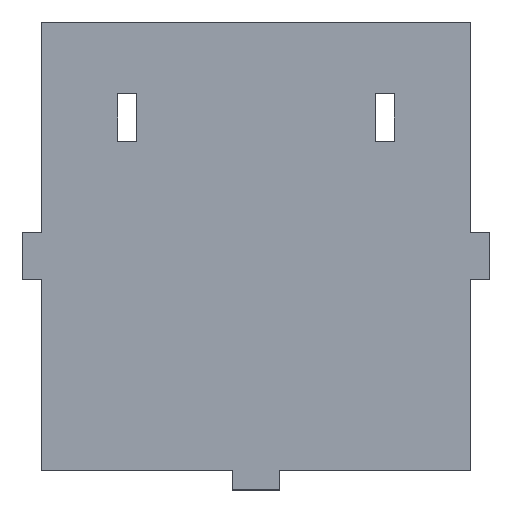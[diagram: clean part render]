
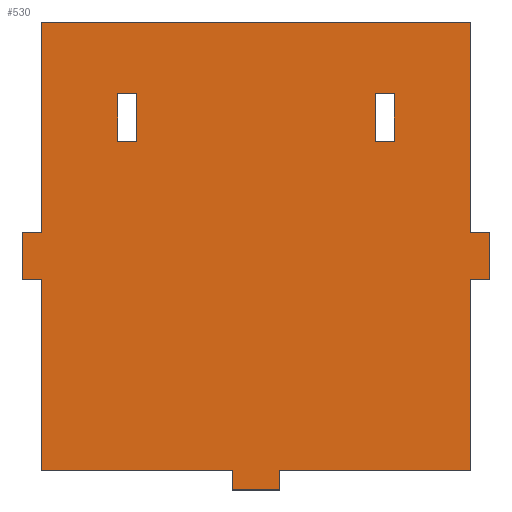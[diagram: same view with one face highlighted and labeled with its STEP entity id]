
A CAD part, top view. The second image highlights one B-rep face of the part: STEP entity #530.
In plain terms, the highlighted planar face has unit normal (0, 0, 1).
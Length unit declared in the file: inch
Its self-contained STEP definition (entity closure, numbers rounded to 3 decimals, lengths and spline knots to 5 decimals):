
#15=FACE_BOUND('',#67,.T.);
#16=FACE_BOUND('',#68,.T.);
#40=FACE_OUTER_BOUND('',#66,.T.);
#66=EDGE_LOOP('',(#423,#424,#425,#426,#427,#428,#429,#430,#431,#432,#433,
#434,#435,#436,#437,#438));
#67=EDGE_LOOP('',(#439,#440,#441,#442));
#68=EDGE_LOOP('',(#443,#444,#445,#446));
#77=LINE('',#709,#149);
#80=LINE('',#715,#152);
#83=LINE('',#721,#155);
#86=LINE('',#725,#158);
#89=LINE('',#733,#161);
#92=LINE('',#739,#164);
#95=LINE('',#745,#167);
#98=LINE('',#751,#170);
#102=LINE('',#760,#174);
#105=LINE('',#766,#177);
#109=LINE('',#775,#181);
#112=LINE('',#781,#184);
#115=LINE('',#787,#187);
#118=LINE('',#791,#190);
#121=LINE('',#799,#193);
#125=LINE('',#806,#197);
#128=LINE('',#814,#200);
#131=LINE('',#820,#203);
#135=LINE('',#829,#207);
#138=LINE('',#833,#210);
#140=LINE('',#836,#212);
#141=LINE('',#838,#213);
#142=LINE('',#839,#214);
#143=LINE('',#840,#215);
#149=VECTOR('',#581,0.3937);
#152=VECTOR('',#586,0.3937);
#155=VECTOR('',#591,0.3937);
#158=VECTOR('',#596,0.3937);
#161=VECTOR('',#601,0.3937);
#164=VECTOR('',#606,0.3937);
#167=VECTOR('',#611,0.3937);
#170=VECTOR('',#616,0.3937);
#174=VECTOR('',#622,0.3937);
#177=VECTOR('',#627,0.3937);
#181=VECTOR('',#633,0.3937);
#184=VECTOR('',#638,0.3937);
#187=VECTOR('',#643,0.3937);
#190=VECTOR('',#648,0.3937);
#193=VECTOR('',#653,0.3937);
#197=VECTOR('',#659,0.3937);
#200=VECTOR('',#664,0.3937);
#203=VECTOR('',#669,0.3937);
#207=VECTOR('',#675,0.3937);
#210=VECTOR('',#680,0.3937);
#212=VECTOR('',#684,0.3937);
#213=VECTOR('',#687,0.3937);
#214=VECTOR('',#688,0.3937);
#215=VECTOR('',#689,0.3937);
#221=VERTEX_POINT('',#706);
#222=VERTEX_POINT('',#708);
#224=VERTEX_POINT('',#714);
#226=VERTEX_POINT('',#720);
#229=VERTEX_POINT('',#730);
#230=VERTEX_POINT('',#732);
#232=VERTEX_POINT('',#738);
#234=VERTEX_POINT('',#744);
#236=VERTEX_POINT('',#750);
#239=VERTEX_POINT('',#757);
#240=VERTEX_POINT('',#759);
#242=VERTEX_POINT('',#765);
#245=VERTEX_POINT('',#772);
#246=VERTEX_POINT('',#774);
#248=VERTEX_POINT('',#780);
#250=VERTEX_POINT('',#786);
#253=VERTEX_POINT('',#796);
#254=VERTEX_POINT('',#798);
#256=VERTEX_POINT('',#804);
#259=VERTEX_POINT('',#811);
#260=VERTEX_POINT('',#813);
#262=VERTEX_POINT('',#819);
#265=VERTEX_POINT('',#826);
#266=VERTEX_POINT('',#828);
#269=EDGE_CURVE('',#222,#221,#77,.T.);
#272=EDGE_CURVE('',#224,#222,#80,.T.);
#275=EDGE_CURVE('',#226,#224,#83,.T.);
#278=EDGE_CURVE('',#221,#226,#86,.T.);
#281=EDGE_CURVE('',#230,#229,#89,.T.);
#284=EDGE_CURVE('',#232,#230,#92,.T.);
#287=EDGE_CURVE('',#234,#232,#95,.T.);
#290=EDGE_CURVE('',#236,#234,#98,.T.);
#294=EDGE_CURVE('',#240,#239,#102,.T.);
#297=EDGE_CURVE('',#242,#240,#105,.T.);
#301=EDGE_CURVE('',#246,#245,#109,.T.);
#304=EDGE_CURVE('',#248,#246,#112,.T.);
#307=EDGE_CURVE('',#250,#248,#115,.T.);
#310=EDGE_CURVE('',#245,#250,#118,.T.);
#313=EDGE_CURVE('',#254,#253,#121,.T.);
#317=EDGE_CURVE('',#253,#256,#125,.T.);
#320=EDGE_CURVE('',#260,#259,#128,.T.);
#323=EDGE_CURVE('',#262,#260,#131,.T.);
#327=EDGE_CURVE('',#266,#265,#135,.T.);
#330=EDGE_CURVE('',#259,#266,#138,.T.);
#332=EDGE_CURVE('',#239,#262,#140,.T.);
#333=EDGE_CURVE('',#229,#254,#141,.T.);
#334=EDGE_CURVE('',#256,#242,#142,.T.);
#335=EDGE_CURVE('',#265,#236,#143,.T.);
#423=ORIENTED_EDGE('',*,*,#290,.T.);
#424=ORIENTED_EDGE('',*,*,#287,.T.);
#425=ORIENTED_EDGE('',*,*,#284,.T.);
#426=ORIENTED_EDGE('',*,*,#281,.T.);
#427=ORIENTED_EDGE('',*,*,#333,.T.);
#428=ORIENTED_EDGE('',*,*,#313,.T.);
#429=ORIENTED_EDGE('',*,*,#317,.T.);
#430=ORIENTED_EDGE('',*,*,#334,.T.);
#431=ORIENTED_EDGE('',*,*,#297,.T.);
#432=ORIENTED_EDGE('',*,*,#294,.T.);
#433=ORIENTED_EDGE('',*,*,#332,.T.);
#434=ORIENTED_EDGE('',*,*,#323,.T.);
#435=ORIENTED_EDGE('',*,*,#320,.T.);
#436=ORIENTED_EDGE('',*,*,#330,.T.);
#437=ORIENTED_EDGE('',*,*,#327,.T.);
#438=ORIENTED_EDGE('',*,*,#335,.T.);
#439=ORIENTED_EDGE('',*,*,#301,.T.);
#440=ORIENTED_EDGE('',*,*,#310,.T.);
#441=ORIENTED_EDGE('',*,*,#307,.T.);
#442=ORIENTED_EDGE('',*,*,#304,.T.);
#443=ORIENTED_EDGE('',*,*,#269,.T.);
#444=ORIENTED_EDGE('',*,*,#278,.T.);
#445=ORIENTED_EDGE('',*,*,#275,.T.);
#446=ORIENTED_EDGE('',*,*,#272,.T.);
#504=PLANE('',#570);
#530=ADVANCED_FACE('',(#40,#15,#16),#504,.T.);
#570=AXIS2_PLACEMENT_3D('',#837,#685,#686);
#581=DIRECTION('',(1.,0.,0.));
#586=DIRECTION('',(0.,1.,0.));
#591=DIRECTION('',(-1.,0.,0.));
#596=DIRECTION('',(0.,-1.,0.));
#601=DIRECTION('',(1.,0.,0.));
#606=DIRECTION('',(0.,1.,0.));
#611=DIRECTION('',(1.,0.,0.));
#616=DIRECTION('',(0.,1.,0.));
#622=DIRECTION('',(-1.,0.,0.));
#627=DIRECTION('',(0.,-1.,0.));
#633=DIRECTION('',(0.,1.,0.));
#638=DIRECTION('',(-1.,0.,0.));
#643=DIRECTION('',(0.,-1.,0.));
#648=DIRECTION('',(1.,0.,0.));
#653=DIRECTION('',(-1.,0.,0.));
#659=DIRECTION('',(0.,1.,0.));
#664=DIRECTION('',(0.,-1.,0.));
#669=DIRECTION('',(1.,0.,0.));
#675=DIRECTION('',(0.,-1.,0.));
#680=DIRECTION('',(1.,0.,0.));
#684=DIRECTION('',(0.,-1.,0.));
#685=DIRECTION('center_axis',(0.,0.,1.));
#686=DIRECTION('ref_axis',(1.,0.,0.));
#687=DIRECTION('',(0.,1.,0.));
#688=DIRECTION('',(-1.,0.,0.));
#689=DIRECTION('',(1.,0.,0.));
#706=CARTESIAN_POINT('',(-1.25,1.7,0.2));
#708=CARTESIAN_POINT('',(-1.45,1.7,0.2));
#709=CARTESIAN_POINT('',(-0.725,1.7,0.2));
#714=CARTESIAN_POINT('',(-1.45,1.2,0.2));
#715=CARTESIAN_POINT('',(-1.45,0.6,0.2));
#720=CARTESIAN_POINT('',(-1.25,1.2,0.2));
#721=CARTESIAN_POINT('',(-0.625,1.2,0.2));
#725=CARTESIAN_POINT('',(-1.25,0.85,0.2));
#730=CARTESIAN_POINT('',(2.45,-0.25,0.2));
#732=CARTESIAN_POINT('',(2.25,-0.25,0.2));
#733=CARTESIAN_POINT('',(1.125,-0.25,0.2));
#738=CARTESIAN_POINT('',(2.25,-2.25,0.2));
#739=CARTESIAN_POINT('',(2.25,-1.125,0.2));
#744=CARTESIAN_POINT('',(0.25,-2.25,0.2));
#745=CARTESIAN_POINT('',(0.125,-2.25,0.2));
#750=CARTESIAN_POINT('',(0.25,-2.45,0.2));
#751=CARTESIAN_POINT('',(0.25,-1.225,0.2));
#757=CARTESIAN_POINT('',(-2.45,0.25,0.2));
#759=CARTESIAN_POINT('',(-2.25,0.25,0.2));
#760=CARTESIAN_POINT('',(-1.125,0.25,0.2));
#765=CARTESIAN_POINT('',(-2.25,2.45,0.2));
#766=CARTESIAN_POINT('',(-2.25,1.225,0.2));
#772=CARTESIAN_POINT('',(1.25,1.7,0.2));
#774=CARTESIAN_POINT('',(1.25,1.2,0.2));
#775=CARTESIAN_POINT('',(1.25,0.6,0.2));
#780=CARTESIAN_POINT('',(1.45,1.2,0.2));
#781=CARTESIAN_POINT('',(0.725,1.2,0.2));
#786=CARTESIAN_POINT('',(1.45,1.7,0.2));
#787=CARTESIAN_POINT('',(1.45,0.85,0.2));
#791=CARTESIAN_POINT('',(0.625,1.7,0.2));
#796=CARTESIAN_POINT('',(2.25,0.25,0.2));
#798=CARTESIAN_POINT('',(2.45,0.25,0.2));
#799=CARTESIAN_POINT('',(1.225,0.25,0.2));
#804=CARTESIAN_POINT('',(2.25,2.45,0.2));
#806=CARTESIAN_POINT('',(2.25,0.125,0.2));
#811=CARTESIAN_POINT('',(-2.25,-2.25,0.2));
#813=CARTESIAN_POINT('',(-2.25,-0.25,0.2));
#814=CARTESIAN_POINT('',(-2.25,-0.125,0.2));
#819=CARTESIAN_POINT('',(-2.45,-0.25,0.2));
#820=CARTESIAN_POINT('',(-1.225,-0.25,0.2));
#826=CARTESIAN_POINT('',(-0.25,-2.45,0.2));
#828=CARTESIAN_POINT('',(-0.25,-2.25,0.2));
#829=CARTESIAN_POINT('',(-0.25,-1.125,0.2));
#833=CARTESIAN_POINT('',(-1.125,-2.25,0.2));
#836=CARTESIAN_POINT('',(-2.45,-2.45,0.2));
#837=CARTESIAN_POINT('Origin',(0.,0.,0.2));
#838=CARTESIAN_POINT('',(2.45,2.45,0.2));
#839=CARTESIAN_POINT('',(-2.45,2.45,0.2));
#840=CARTESIAN_POINT('',(2.45,-2.45,0.2));
